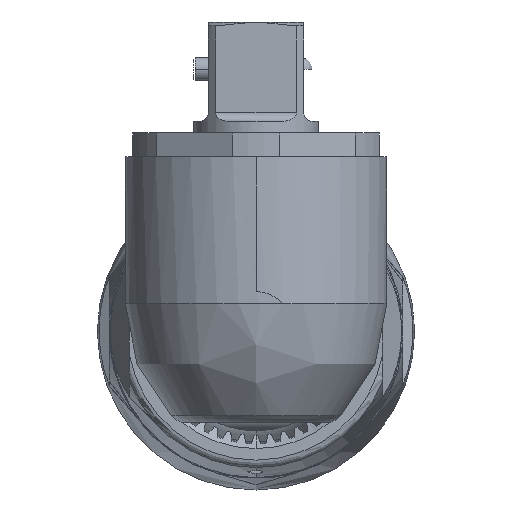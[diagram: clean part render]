
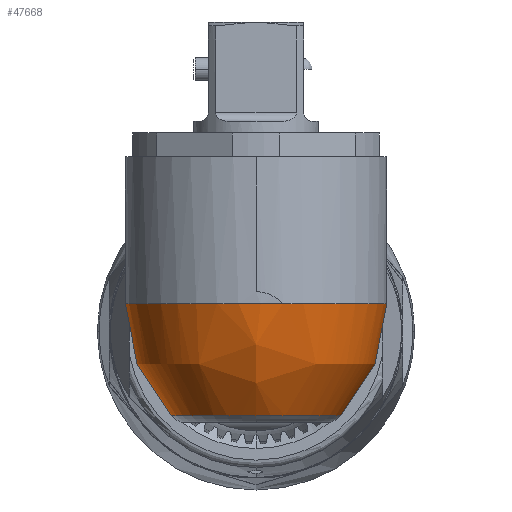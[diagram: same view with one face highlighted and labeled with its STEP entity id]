
A CAD part, left-side view. The second image highlights one B-rep face of the part: STEP entity #47668.
In plain terms, the highlighted free-form (B-spline) face has degree [3, 3] with [7, 4] control points.
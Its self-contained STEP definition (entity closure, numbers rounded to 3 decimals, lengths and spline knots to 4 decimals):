
#38431=CARTESIAN_POINT('',(-10.8705,0.,0.218));
#38432=DIRECTION('',(0.,0.,1.));
#38433=DIRECTION('',(0.566,0.825,0.));
#38434=AXIS2_PLACEMENT_3D('',#38431,#38432,#38433);
#38436=CARTESIAN_POINT('',(-10.8705,0.,-0.6633));
#38437=DIRECTION('',(0.,0.,-1.));
#38438=DIRECTION('',(0.646,-0.764,0.));
#38439=AXIS2_PLACEMENT_3D('',#38436,#38437,#38438);
#38482=CARTESIAN_POINT('',(-10.4395,0.5097,
-0.6632));
#38483=CARTESIAN_POINT('',(-10.4381,0.5397,
-0.6394));
#38484=CARTESIAN_POINT('',(-10.4345,0.5992,
-0.5859));
#38485=CARTESIAN_POINT('',(-10.4243,0.6837,
-0.4868));
#38486=CARTESIAN_POINT('',(-10.4077,0.759,
-0.3669));
#38487=CARTESIAN_POINT('',(-10.3845,0.8169,
-0.2318));
#38488=CARTESIAN_POINT('',(-10.3555,0.8537,
-0.0853));
#38489=CARTESIAN_POINT('',(-10.3225,0.8663,
0.0662));
#38490=CARTESIAN_POINT('',(-10.299,0.8583,
0.1676));
#38491=CARTESIAN_POINT('',(-10.2871,0.8501,
0.218));
#38584=CARTESIAN_POINT('',(-10.2871,-0.8501,
0.218));
#38585=CARTESIAN_POINT('',(-10.299,-0.8583,
0.1676));
#38586=CARTESIAN_POINT('',(-10.3225,-0.8663,
0.0664));
#38587=CARTESIAN_POINT('',(-10.3556,-0.8536,
-0.0858));
#38588=CARTESIAN_POINT('',(-10.3845,-0.8169,
-0.2318));
#38589=CARTESIAN_POINT('',(-10.4077,-0.759,
-0.3668));
#38590=CARTESIAN_POINT('',(-10.4243,-0.6836,
-0.487));
#38591=CARTESIAN_POINT('',(-10.4345,-0.599,
-0.5861));
#38592=CARTESIAN_POINT('',(-10.4382,-0.5396,
-0.6394));
#38593=CARTESIAN_POINT('',(-10.4395,-0.5097,
-0.6632));
#43485=CARTESIAN_POINT('',(-11.8797,-0.2105,0.218));
#43519=CARTESIAN_POINT('',(-10.8705,0.,0.218));
#43520=DIRECTION('',(0.,0.,1.));
#43521=DIRECTION('',(-0.979,-0.204,0.));
#43522=AXIS2_PLACEMENT_3D('',#43519,#43520,#43521);
#43865=VERTEX_POINT('',#38482);
#43866=VERTEX_POINT('',#38491);
#43869=VERTEX_POINT('',#38584);
#43870=VERTEX_POINT('',#38593);
#45236=VERTEX_POINT('',#43485);
#47628=CARTESIAN_POINT('',(-10.1362,-0.7235,
0.2376));
#47629=CARTESIAN_POINT('',(-10.1323,-0.7273,
-0.1112));
#47630=CARTESIAN_POINT('',(-10.227,-0.634,
-0.4336));
#47631=CARTESIAN_POINT('',(-10.4049,-0.4587,
-0.677));
#47632=CARTESIAN_POINT('',(-10.8976,-1.4962,
0.2376));
#47633=CARTESIAN_POINT('',(-10.8977,-1.5041,
-0.1112));
#47634=CARTESIAN_POINT('',(-10.8942,-1.3111,
-0.4336));
#47635=CARTESIAN_POINT('',(-10.8876,-0.9487,
-0.677));
#47636=CARTESIAN_POINT('',(-11.9013,-1.0848,
0.2376));
#47637=CARTESIAN_POINT('',(-11.9068,-1.0905,
-0.1112));
#47638=CARTESIAN_POINT('',(-11.7738,-0.9506,
-0.4336));
#47639=CARTESIAN_POINT('',(-11.5241,-0.6878,
-0.677));
#47640=CARTESIAN_POINT('',(-11.9013,0.,
0.2376));
#47641=CARTESIAN_POINT('',(-11.9068,0.,
-0.1112));
#47642=CARTESIAN_POINT('',(-11.7738,0.,
-0.4336));
#47643=CARTESIAN_POINT('',(-11.5241,0.,
-0.677));
#47644=CARTESIAN_POINT('',(-11.9013,1.0848,
0.2376));
#47645=CARTESIAN_POINT('',(-11.9068,1.0905,
-0.1112));
#47646=CARTESIAN_POINT('',(-11.7738,0.9506,
-0.4336));
#47647=CARTESIAN_POINT('',(-11.5241,0.6878,
-0.677));
#47648=CARTESIAN_POINT('',(-10.8976,1.4962,
0.2376));
#47649=CARTESIAN_POINT('',(-10.8977,1.5041,
-0.1112));
#47650=CARTESIAN_POINT('',(-10.8942,1.3111,
-0.4336));
#47651=CARTESIAN_POINT('',(-10.8876,0.9487,
-0.677));
#47652=CARTESIAN_POINT('',(-10.1362,0.7235,
0.2376));
#47653=CARTESIAN_POINT('',(-10.1323,0.7273,
-0.1112));
#47654=CARTESIAN_POINT('',(-10.227,0.634,
-0.4336));
#47655=CARTESIAN_POINT('',(-10.4049,0.4587,
-0.677));
#47656=(BOUNDED_SURFACE()B_SPLINE_SURFACE(3,3,((#47628,#47629,#47630,#47631),(
#47632,#47633,#47634,#47635),(#47636,#47637,#47638,#47639),(#47640,#47641,
#47642,#47643),(#47644,#47645,#47646,#47647),(#47648,#47649,#47650,#47651),(
#47652,#47653,#47654,#47655)),.UNSPECIFIED.,.F.,.F.,.F.)B_SPLINE_SURFACE_WITH_KNOTS((4,3,4),(4,4),(0.,1.,2.),(0.,1.),.UNSPECIFIED.)GEOMETRIC_REPRESENTATION_ITEM()RATIONAL_B_SPLINE_SURFACE(((1.512,1.429,
1.429,1.512),(0.886,0.838,
0.838,0.886),(0.886,0.838,
0.838,0.886),(1.512,1.429,
1.429,1.512),(0.886,0.838,
0.838,0.886),(0.886,0.838,
0.838,0.886),(1.512,1.429,
1.429,1.512)))REPRESENTATION_ITEM('')SURFACE());
#47658=ORIENTED_EDGE('',*,*,#47657,.T.);
#47660=ORIENTED_EDGE('',*,*,#47659,.T.);
#47662=ORIENTED_EDGE('',*,*,#47661,.T.);
#47663=ORIENTED_EDGE('',*,*,#47621,.T.);
#47665=ORIENTED_EDGE('',*,*,#47664,.T.);
#47666=EDGE_LOOP('',(#47658,#47660,#47662,#47663,#47665));
#47667=FACE_OUTER_BOUND('',#47666,.F.);
#47668=ADVANCED_FACE('',(#47667),#47656,.T.);
#38435=CIRCLE('',#38434,1.031);
#38440=CIRCLE('',#38439,0.6675);
#38492=B_SPLINE_CURVE_WITH_KNOTS('',3,(#38482,#38483,#38484,#38485,#38486,
#38487,#38488,#38489,#38490,#38491),.UNSPECIFIED.,.F.,.F.,(4,1,1,1,1,1,1,4),(
0.,0.1429,0.2857,0.4286,0.5714,
0.7143,0.8571,1.),.UNSPECIFIED.);
#38594=B_SPLINE_CURVE_WITH_KNOTS('',3,(#38584,#38585,#38586,#38587,#38588,
#38589,#38590,#38591,#38592,#38593),.UNSPECIFIED.,.F.,.F.,(4,1,1,1,1,1,1,4),(
0.,0.1429,0.2857,0.4286,0.5714,
0.7143,0.8571,1.),.UNSPECIFIED.);
#43523=CIRCLE('',#43522,1.031);
#47621=EDGE_CURVE('',#43870,#43865,#38440,.T.);
#47657=EDGE_CURVE('',#43866,#45236,#38435,.T.);
#47659=EDGE_CURVE('',#45236,#43869,#43523,.T.);
#47661=EDGE_CURVE('',#43869,#43870,#38594,.T.);
#47664=EDGE_CURVE('',#43865,#43866,#38492,.T.);
